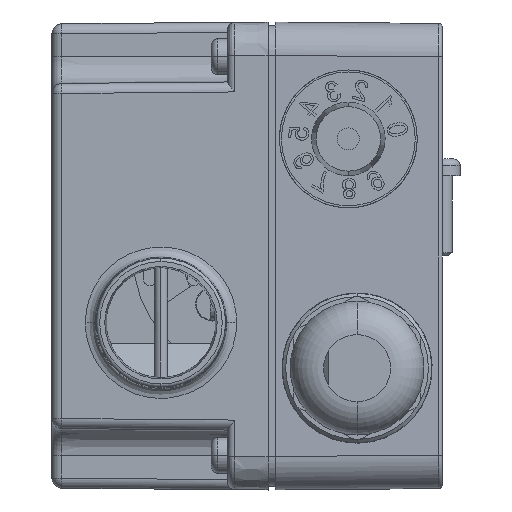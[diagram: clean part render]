
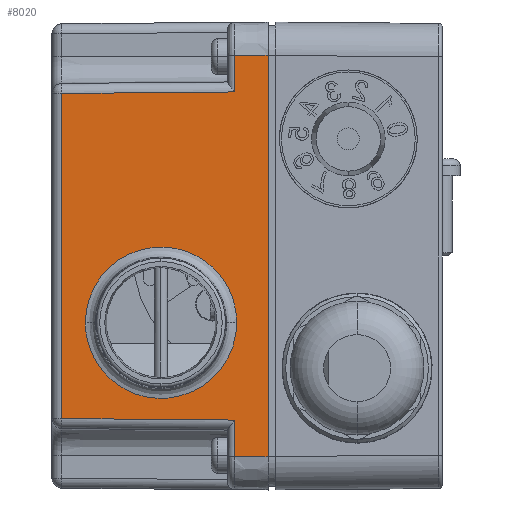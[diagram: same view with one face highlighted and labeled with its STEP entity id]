
A CAD part, left-side view. The second image highlights one B-rep face of the part: STEP entity #8020.
In plain terms, the highlighted face is planar.
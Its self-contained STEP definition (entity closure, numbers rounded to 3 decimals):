
#6921 = VERTEX_POINT ( 'NONE', #23967 ) ;
#6923 = EDGE_CURVE ( 'NONE', #6924, #6921, #24020, .T. ) ;
#6924 = VERTEX_POINT ( 'NONE', #23966 ) ;
#7995 = EDGE_CURVE ( 'NONE', #6921, #6924, #26689, .T. ) ;
#7996 = ORIENTED_EDGE ( 'NONE', *, *, #7997, .T. ) ;
#7997 = EDGE_CURVE ( 'NONE', #7998, #7999, #26744, .T. ) ;
#7998 = VERTEX_POINT ( 'NONE', #26740 ) ;
#7999 = VERTEX_POINT ( 'NONE', #26739 ) ;
#8000 = ORIENTED_EDGE ( 'NONE', *, *, #8001, .T. ) ;
#8001 = EDGE_CURVE ( 'NONE', #7999, #8002, #26738, .T. ) ;
#8002 = VERTEX_POINT ( 'NONE', #26734 ) ;
#8003 = ORIENTED_EDGE ( 'NONE', *, *, #8004, .T. ) ;
#8004 = EDGE_CURVE ( 'NONE', #8002, #8005, #26733, .T. ) ;
#8005 = VERTEX_POINT ( 'NONE', #26729 ) ;
#8006 = ORIENTED_EDGE ( 'NONE', *, *, #8007, .T. ) ;
#8007 = EDGE_CURVE ( 'NONE', #8005, #8008, #26728, .T. ) ;
#8008 = VERTEX_POINT ( 'NONE', #26724 ) ;
#8009 = VERTEX_POINT ( 'NONE', #26723 ) ;
#8020 = ADVANCED_FACE ( 'NONE', ( #26770, #26764 ), #26763, .T. ) ;
#8021 = EDGE_LOOP ( 'NONE', ( #8022, #8023 ) ) ;
#8022 = ORIENTED_EDGE ( 'NONE', *, *, #6923, .T. ) ;
#8023 = ORIENTED_EDGE ( 'NONE', *, *, #7995, .T. ) ;
#8024 = EDGE_LOOP ( 'NONE', ( #7996, #8000, #8003, #8006, #8068, #8070, #8073, #8076 ) ) ;
#8068 = ORIENTED_EDGE ( 'NONE', *, *, #8069, .F. ) ;
#8069 = EDGE_CURVE ( 'NONE', #8009, #8008, #26814, .T. ) ;
#8070 = ORIENTED_EDGE ( 'NONE', *, *, #8071, .T. ) ;
#8071 = EDGE_CURVE ( 'NONE', #8009, #8072, #26863, .T. ) ;
#8072 = VERTEX_POINT ( 'NONE', #26859 ) ;
#8073 = ORIENTED_EDGE ( 'NONE', *, *, #8074, .T. ) ;
#8074 = EDGE_CURVE ( 'NONE', #8072, #8075, #26858, .T. ) ;
#8075 = VERTEX_POINT ( 'NONE', #26854 ) ;
#8076 = ORIENTED_EDGE ( 'NONE', *, *, #8077, .T. ) ;
#8077 = EDGE_CURVE ( 'NONE', #8075, #7998, #26853, .T. ) ;
#23966 = CARTESIAN_POINT ( 'NONE',  ( 37.729, -9.967, 27.291 ) ) ;
#23967 = CARTESIAN_POINT ( 'NONE',  ( 37.926, -9.967, 4.684 ) ) ;
#24016 = CARTESIAN_POINT ( 'NONE',  ( 37.926, -9.967, 4.684 ) ) ;
#24017 = CARTESIAN_POINT ( 'NONE',  ( 37.926, 12.639, 4.684 ) ) ;
#24018 = CARTESIAN_POINT ( 'NONE',  ( 37.729, 12.639, 27.291 ) ) ;
#24019 = CARTESIAN_POINT ( 'NONE',  ( 37.729, -9.967, 27.291 ) ) ;
#24020 =( BOUNDED_CURVE ( )  B_SPLINE_CURVE ( 3, ( #24019, #24018, #24017, #24016 ),
 .UNSPECIFIED., .F., .T. ) 
 B_SPLINE_CURVE_WITH_KNOTS ( ( 4, 4 ),
 ( 0., 3.142 ),
 .UNSPECIFIED. ) 
 CURVE ( )  GEOMETRIC_REPRESENTATION_ITEM ( )  RATIONAL_B_SPLINE_CURVE ( ( 1., 0.333, 0.333, 1. ) ) 
 REPRESENTATION_ITEM ( '' )  );
#25973 = CARTESIAN_POINT ( 'NONE',  ( 37.729, -9.967, 27.291 ) ) ;
#26684 = CARTESIAN_POINT ( 'NONE',  ( 37.729, -32.574, 27.291 ) ) ;
#26685 = CARTESIAN_POINT ( 'NONE',  ( 37.926, -32.574, 4.684 ) ) ;
#26686 = CARTESIAN_POINT ( 'NONE',  ( 37.926, -9.967, 4.684 ) ) ;
#26689 =( BOUNDED_CURVE ( )  B_SPLINE_CURVE ( 3, ( #26686, #26685, #26684, #25973 ),
 .UNSPECIFIED., .F., .T. ) 
 B_SPLINE_CURVE_WITH_KNOTS ( ( 4, 4 ),
 ( 3.142, 6.283 ),
 .UNSPECIFIED. ) 
 CURVE ( )  GEOMETRIC_REPRESENTATION_ITEM ( )  RATIONAL_B_SPLINE_CURVE ( ( 1., 0.333, 0.333, 1. ) ) 
 REPRESENTATION_ITEM ( '' )  );
#26723 = CARTESIAN_POINT ( 'NONE',  ( 37.924, 29.967, 5.009 ) ) ;
#26724 = CARTESIAN_POINT ( 'NONE',  ( 37.967, 29.967, 0. ) ) ;
#26725 = DIRECTION ( 'NONE',  ( 0., 1., 0. ) ) ;
#26726 = VECTOR ( 'NONE', #26725, 1000. ) ;
#26727 = CARTESIAN_POINT ( 'NONE',  ( 37.967, -29.967, 0. ) ) ;
#26728 = LINE ( 'NONE', #26727, #26726 ) ;
#26729 = CARTESIAN_POINT ( 'NONE',  ( 37.967, -29.967, 0. ) ) ;
#26730 = DIRECTION ( 'NONE',  ( 0.009, 0., -1. ) ) ;
#26731 = VECTOR ( 'NONE', #26730, 1000. ) ;
#26732 = CARTESIAN_POINT ( 'NONE',  ( 37.967, -29.967, 0. ) ) ;
#26733 = LINE ( 'NONE', #26732, #26731 ) ;
#26734 = CARTESIAN_POINT ( 'NONE',  ( 37.924, -29.967, 5.009 ) ) ;
#26735 = DIRECTION ( 'NONE',  ( 0., -1., 0. ) ) ;
#26736 = VECTOR ( 'NONE', #26735, 1000. ) ;
#26737 = CARTESIAN_POINT ( 'NONE',  ( 37.924, -29.967, 5.009 ) ) ;
#26738 = LINE ( 'NONE', #26737, #26736 ) ;
#26739 = CARTESIAN_POINT ( 'NONE',  ( 37.924, -24.515, 5.009 ) ) ;
#26740 = CARTESIAN_POINT ( 'NONE',  ( 37.698, -24.29, 30.813 ) ) ;
#26741 = DIRECTION ( 'NONE',  ( 0.009, -0.009, -1. ) ) ;
#26742 = VECTOR ( 'NONE', #26741, 1000. ) ;
#26743 = CARTESIAN_POINT ( 'NONE',  ( 37.968, -24.559, -0.047 ) ) ;
#26744 = LINE ( 'NONE', #26743, #26742 ) ;
#26759 = DIRECTION ( 'NONE',  ( 0.009, 0., -1. ) ) ;
#26760 = DIRECTION ( 'NONE',  ( 1., 0., 0.009 ) ) ;
#26761 = CARTESIAN_POINT ( 'NONE',  ( 37.967, -29.967, 0. ) ) ;
#26762 = AXIS2_PLACEMENT_3D ( 'NONE', #26761, #26760, #26759 ) ;
#26763 = PLANE ( 'NONE',  #26762 ) ;
#26764 = FACE_OUTER_BOUND ( 'NONE', #8024, .T. ) ;
#26770 = FACE_BOUND ( 'NONE', #8021, .T. ) ;
#26811 = DIRECTION ( 'NONE',  ( 0.009, 0., -1. ) ) ;
#26812 = VECTOR ( 'NONE', #26811, 1000. ) ;
#26813 = CARTESIAN_POINT ( 'NONE',  ( 37.967, 29.967, 0. ) ) ;
#26814 = LINE ( 'NONE', #26813, #26812 ) ;
#26850 = DIRECTION ( 'NONE',  ( 0., -1., 0. ) ) ;
#26851 = VECTOR ( 'NONE', #26850, 1000. ) ;
#26852 = CARTESIAN_POINT ( 'NONE',  ( 37.698, -25.777, 30.813 ) ) ;
#26853 = LINE ( 'NONE', #26852, #26851 ) ;
#26854 = CARTESIAN_POINT ( 'NONE',  ( 37.698, 24.29, 30.813 ) ) ;
#26855 = DIRECTION ( 'NONE',  ( -0.009, -0.009, 1. ) ) ;
#26856 = VECTOR ( 'NONE', #26855, 1000. ) ;
#26857 = CARTESIAN_POINT ( 'NONE',  ( 37.686, 24.277, 32.287 ) ) ;
#26858 = LINE ( 'NONE', #26857, #26856 ) ;
#26859 = CARTESIAN_POINT ( 'NONE',  ( 37.924, 24.515, 5.009 ) ) ;
#26860 = DIRECTION ( 'NONE',  ( 0., -1., 0. ) ) ;
#26861 = VECTOR ( 'NONE', #26860, 1000. ) ;
#26862 = CARTESIAN_POINT ( 'NONE',  ( 37.924, -29.967, 5.009 ) ) ;
#26863 = LINE ( 'NONE', #26862, #26861 ) ;
